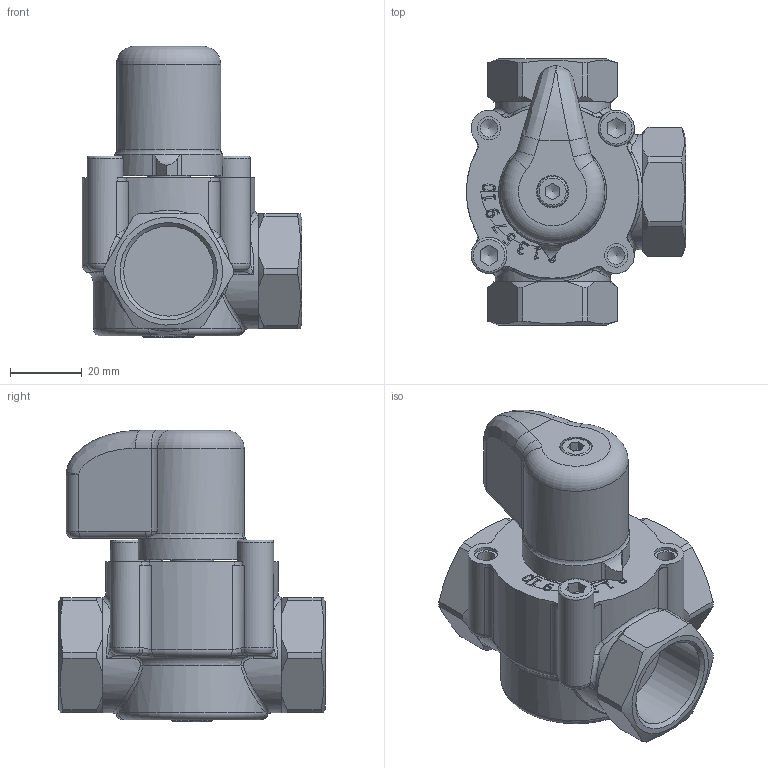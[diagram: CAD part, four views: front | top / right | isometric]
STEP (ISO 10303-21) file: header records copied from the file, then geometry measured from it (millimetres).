
FILE_DESCRIPTION(/* description */ (''),/* implementation_level */ '2;1');
FILE_NAME(/* name */ 'MIXM3-20.stp',/* time_stamp */ '2015-09-15T20:37:11+02:00',/* author */ ('ARTUR'),/* organization */ (''),/* preprocessor_version */ 'ST-DEVELOPER v15.6',/* originating_system */ 'Autodesk Inventor 2015',/* authorisation */ '');
FILE_SCHEMA (('CONFIG_CONTROL_DESIGN'));
Length unit declared in the file: inch
Products named in the file (1): MIXM3-20
Bounding box: 61 x 74 x 81 mm (x, y, z)
Volume: 114226.5 mm3; surface area: 34482 mm2
Topology: 1 solids, 1 shells, 673 faces, 1763 edges, 1119 vertices
Faces by surface type: plane 229, bspline 219, cylinder 119, cone 56, torus 45, sphere 5
Full cylindrical faces by diameter (mm): 4.917 x2, 6.5 x2, 8.5 x1, 9 x1, 10 x2, 12 x1, 12.3 x1, 15 x1, 25 x3, 32 x3, 40 x1
Entity records: 24861 total; most frequent: CARTESIAN_POINT 9310, ORIENTED_EDGE 3414, DIRECTION 2518, EDGE_CURVE 1707, VERTEX_POINT 1106, AXIS2_PLACEMENT_3D 900, EDGE_LOOP 743, LINE 718
